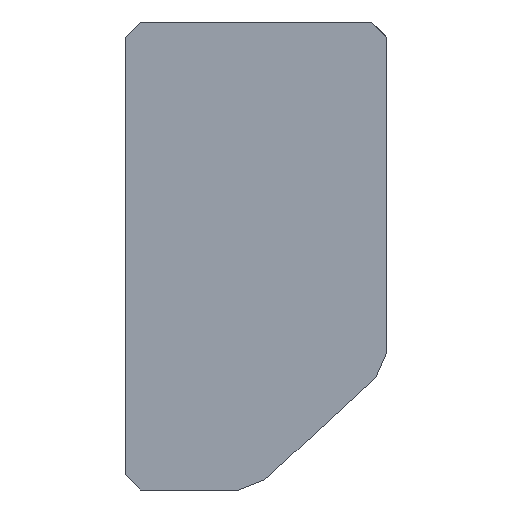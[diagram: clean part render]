
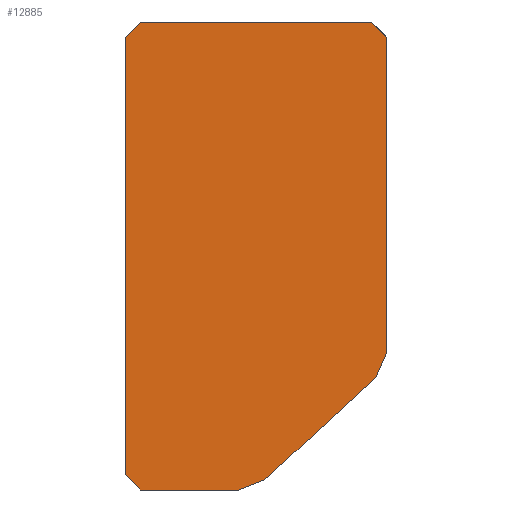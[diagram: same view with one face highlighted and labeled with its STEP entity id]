
A CAD part, front view. The second image highlights one B-rep face of the part: STEP entity #12885.
In plain terms, the highlighted planar face has unit normal (0, -1, 0).
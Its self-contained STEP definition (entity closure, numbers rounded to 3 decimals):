
#383=PLANE('',#13560);
#1022=FACE_OUTER_BOUND('',#1724,.T.);
#1724=EDGE_LOOP('',(#10160,#10161,#10162,#10163,#10164,#10165,#10166,#10167,
#10168,#10169));
#2788=LINE('',#18276,#4582);
#2812=LINE('',#18328,#4606);
#2815=LINE('',#18333,#4609);
#2817=LINE('',#18337,#4611);
#2821=LINE('',#18349,#4615);
#2848=LINE('',#18428,#4642);
#2851=LINE('',#18433,#4645);
#2853=LINE('',#18437,#4647);
#2854=LINE('',#18439,#4648);
#2855=LINE('',#18440,#4649);
#4582=VECTOR('',#14929,10.);
#4606=VECTOR('',#14979,10.);
#4609=VECTOR('',#14984,10.);
#4611=VECTOR('',#14988,10.);
#4615=VECTOR('',#14998,10.);
#4642=VECTOR('',#15069,10.);
#4645=VECTOR('',#15074,10.);
#4647=VECTOR('',#15078,10.);
#4648=VECTOR('',#15081,10.);
#4649=VECTOR('',#15082,10.);
#6268=VERTEX_POINT('',#18273);
#6269=VERTEX_POINT('',#18275);
#6284=VERTEX_POINT('',#18327);
#6285=VERTEX_POINT('',#18331);
#6286=VERTEX_POINT('',#18335);
#6291=VERTEX_POINT('',#18347);
#6314=VERTEX_POINT('',#18425);
#6315=VERTEX_POINT('',#18427);
#6316=VERTEX_POINT('',#18431);
#6317=VERTEX_POINT('',#18435);
#7655=EDGE_CURVE('',#6269,#6268,#2788,.T.);
#7682=EDGE_CURVE('',#6269,#6284,#2812,.T.);
#7685=EDGE_CURVE('',#6285,#6268,#2815,.T.);
#7687=EDGE_CURVE('',#6285,#6286,#2817,.T.);
#7693=EDGE_CURVE('',#6291,#6286,#2821,.T.);
#7730=EDGE_CURVE('',#6314,#6315,#2848,.T.);
#7733=EDGE_CURVE('',#6314,#6316,#2851,.T.);
#7735=EDGE_CURVE('',#6317,#6316,#2853,.T.);
#7736=EDGE_CURVE('',#6317,#6284,#2854,.T.);
#7737=EDGE_CURVE('',#6291,#6315,#2855,.T.);
#10160=ORIENTED_EDGE('',*,*,#7730,.F.);
#10161=ORIENTED_EDGE('',*,*,#7733,.T.);
#10162=ORIENTED_EDGE('',*,*,#7735,.F.);
#10163=ORIENTED_EDGE('',*,*,#7736,.T.);
#10164=ORIENTED_EDGE('',*,*,#7682,.F.);
#10165=ORIENTED_EDGE('',*,*,#7655,.T.);
#10166=ORIENTED_EDGE('',*,*,#7685,.F.);
#10167=ORIENTED_EDGE('',*,*,#7687,.T.);
#10168=ORIENTED_EDGE('',*,*,#7693,.F.);
#10169=ORIENTED_EDGE('',*,*,#7737,.T.);
#12885=ADVANCED_FACE('',(#1022),#383,.T.);
#13560=AXIS2_PLACEMENT_3D('',#18438,#15079,#15080);
#14929=DIRECTION('',(0.,0.,1.));
#14979=DIRECTION('',(-0.402,0.,-0.916));
#14984=DIRECTION('',(0.707,0.,-0.707));
#14988=DIRECTION('',(-1.,0.,0.));
#14998=DIRECTION('',(0.707,0.,0.707));
#15069=DIRECTION('',(-0.707,0.,0.707));
#15074=DIRECTION('',(1.,0.,0.));
#15078=DIRECTION('',(-0.932,0.,-0.363));
#15079=DIRECTION('center_axis',(0.,-1.,0.));
#15080=DIRECTION('ref_axis',(0.,0.,-1.));
#15081=DIRECTION('',(0.736,0.,0.677));
#15082=DIRECTION('',(0.,0.,-1.));
#18273=CARTESIAN_POINT('',(27.711,-1.,25.474));
#18275=CARTESIAN_POINT('',(27.711,-1.,-37.427));
#18276=CARTESIAN_POINT('',(27.711,-1.,-40.427));
#18327=CARTESIAN_POINT('',(25.503,-1.,-42.457));
#18328=CARTESIAN_POINT('',(28.595,-1.,-35.414));
#18331=CARTESIAN_POINT('',(24.711,-1.,28.474));
#18333=CARTESIAN_POINT('',(31.356,-1.,21.829));
#18335=CARTESIAN_POINT('',(-21.433,-1.,28.474));
#18337=CARTESIAN_POINT('',(-24.433,-1.,28.474));
#18347=CARTESIAN_POINT('',(-24.433,-1.,25.474));
#18349=CARTESIAN_POINT('',(-28.077,-1.,21.829));
#18425=CARTESIAN_POINT('',(-21.433,-1.,-64.826));
#18427=CARTESIAN_POINT('',(-24.433,-1.,-61.826));
#18428=CARTESIAN_POINT('',(-28.077,-1.,-58.182));
#18431=CARTESIAN_POINT('',(-1.833,-1.,-64.826));
#18433=CARTESIAN_POINT('',(-24.433,-1.,-64.826));
#18435=CARTESIAN_POINT('',(3.376,-1.,-62.796));
#18437=CARTESIAN_POINT('',(8.869,-1.,-60.655));
#18438=CARTESIAN_POINT('Origin',(1.639,-1.,-18.176));
#18439=CARTESIAN_POINT('',(27.711,-1.,-40.427));
#18440=CARTESIAN_POINT('',(-24.433,-1.,28.474));
